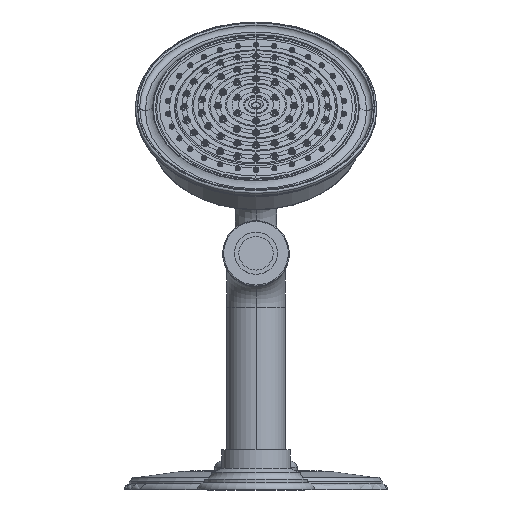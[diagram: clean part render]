
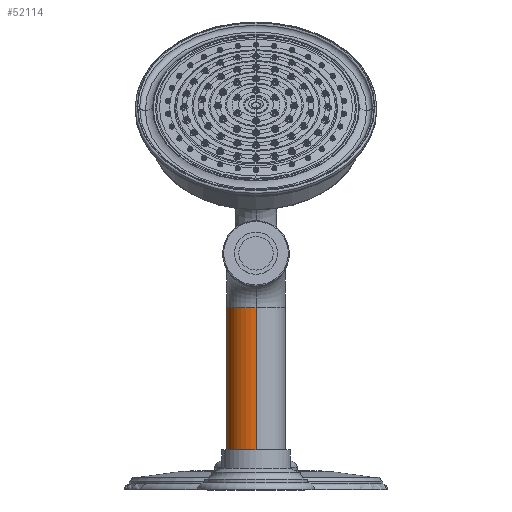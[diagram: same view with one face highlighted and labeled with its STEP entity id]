
A CAD part, front view. The second image highlights one B-rep face of the part: STEP entity #52114.
In plain terms, the highlighted cylindrical face has radius 19.05 mm (diameter 38.1 mm), a partial arc.
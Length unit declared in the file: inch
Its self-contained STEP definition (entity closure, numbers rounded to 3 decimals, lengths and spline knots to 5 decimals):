
#51372=CARTESIAN_POINT('',(0.,-8.,1.02));
#51373=DIRECTION('',(0.,0.,1.));
#51374=DIRECTION('',(0.,1.,0.));
#51375=AXIS2_PLACEMENT_3D('',#51372,#51373,#51374);
#51380=DIRECTION('',(0.,0.,1.));
#51381=VECTOR('',#51380,3.64505);
#51382=CARTESIAN_POINT('',(0.,-7.25,1.02));
#51383=LINE('',#51382,#51381);
#51395=DIRECTION('',(0.,0.,1.));
#51396=VECTOR('',#51395,3.64505);
#51397=CARTESIAN_POINT('',(0.,-8.75,1.02));
#51398=LINE('',#51397,#51396);
#51442=CARTESIAN_POINT('',(0.,-8.,4.66505));
#51443=DIRECTION('',(0.,0.,1.));
#51444=DIRECTION('',(0.,1.,0.));
#51445=AXIS2_PLACEMENT_3D('',#51442,#51443,#51444);
#51714=CARTESIAN_POINT('',(0.,-7.25,4.66505));
#51715=CARTESIAN_POINT('',(0.,-8.75,4.66505));
#51716=VERTEX_POINT('',#51714);
#51717=VERTEX_POINT('',#51715);
#51790=CARTESIAN_POINT('',(0.,-7.25,1.02));
#51791=CARTESIAN_POINT('',(0.,-8.75,1.02));
#51792=VERTEX_POINT('',#51790);
#51793=VERTEX_POINT('',#51791);
#52100=CARTESIAN_POINT('',(0.,-8.,0.02));
#52101=DIRECTION('',(0.,0.,1.));
#52102=DIRECTION('',(0.,1.,0.));
#52103=AXIS2_PLACEMENT_3D('',#52100,#52101,#52102);
#52104=CYLINDRICAL_SURFACE('',#52103,0.75);
#52105=ORIENTED_EDGE('',*,*,#52086,.F.);
#52107=ORIENTED_EDGE('',*,*,#52106,.T.);
#52109=ORIENTED_EDGE('',*,*,#52108,.T.);
#52111=ORIENTED_EDGE('',*,*,#52110,.F.);
#52112=EDGE_LOOP('',(#52105,#52107,#52109,#52111));
#52113=FACE_OUTER_BOUND('',#52112,.F.);
#51376=CIRCLE('',#51375,0.75);
#51446=CIRCLE('',#51445,0.75);
#52086=EDGE_CURVE('',#51792,#51793,#51376,.T.);
#52106=EDGE_CURVE('',#51792,#51716,#51383,.T.);
#52108=EDGE_CURVE('',#51716,#51717,#51446,.T.);
#52110=EDGE_CURVE('',#51793,#51717,#51398,.T.);
#52114=ADVANCED_FACE('',(#52113),#52104,.T.);
